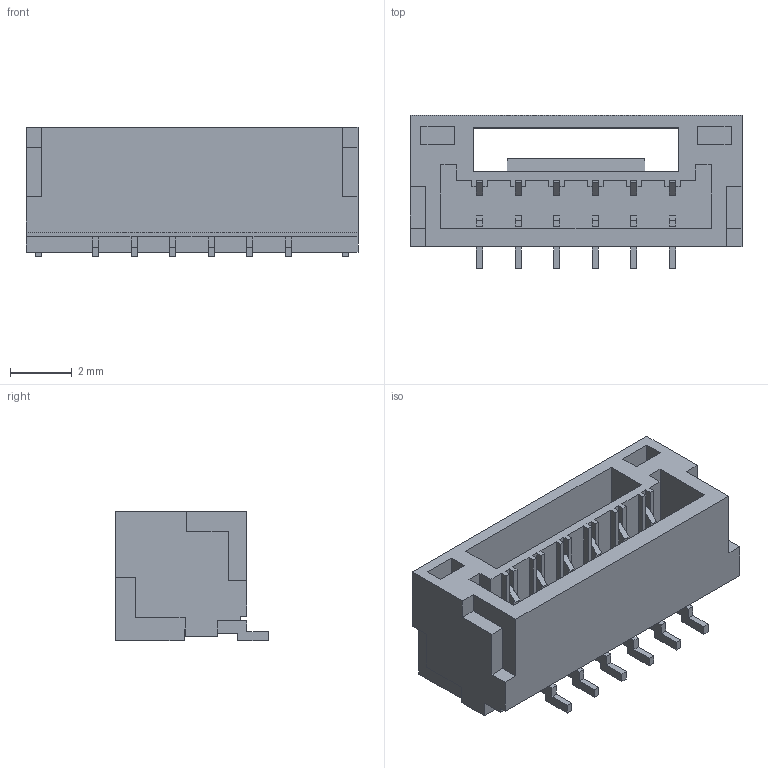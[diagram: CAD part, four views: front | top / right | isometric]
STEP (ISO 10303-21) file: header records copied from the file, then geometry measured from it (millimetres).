
FILE_DESCRIPTION(/* description */ ('model of JST_GH_BM06B-GHS-TBT_1x06-1MP_P1.25mm_Vertical'),/* implementation_level */ '2;1');
FILE_NAME(/* name */ 'JST_GH_BM06B-GHS-TBT_1x06-1MP_P1.25mm_Vertical.step',/* time_stamp */ '2018-12-04T17:24:41',/* author */ ('Frank Severinsen',''),/* organization */ (''),/* preprocessor_version */ '',/* originating_system */ '',/* authorisation */ '');
FILE_SCHEMA(('AUTOMOTIVE_DESIGN { 1 0 10303 214 1 1 1 1 }'));
Length unit declared in the file: millimetre
Products named in the file (1): JST_BM06B_GHS_TBT
Bounding box: 10.75 x 4.95 x 4.2 mm (x, y, z)
Volume: 104.7 mm3; surface area: 369 mm2
Topology: 1 solids, 1 shells, 255 faces, 717 edges, 474 vertices
Faces by surface type: plane 255
Entity records: 5103 total; most frequent: ORIENTED_EDGE 1103, EDGE_CURVE 717, LINE 643, CARTESIAN_POINT 608, VERTEX_POINT 474, FACE_BOUND 267, EDGE_LOOP 267, ADVANCED_FACE 255
